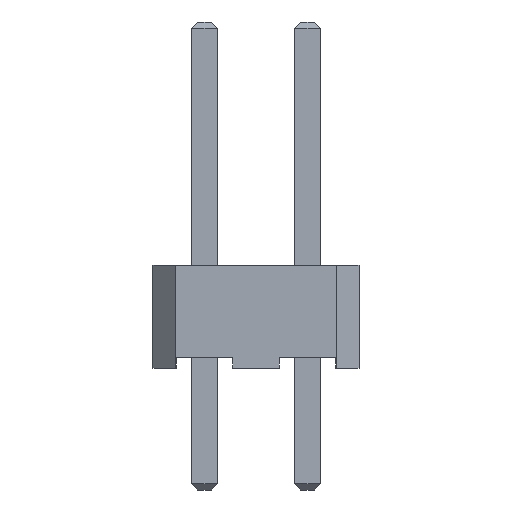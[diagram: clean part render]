
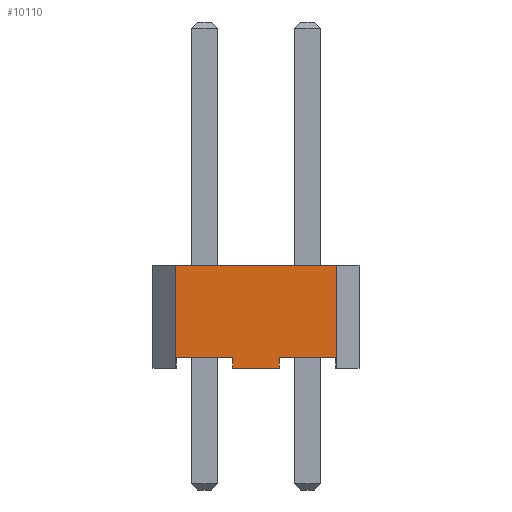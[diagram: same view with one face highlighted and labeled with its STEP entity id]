
A CAD part, left-side view. The second image highlights one B-rep face of the part: STEP entity #10110.
In plain terms, the highlighted planar face has unit normal (-1, 0, 0).
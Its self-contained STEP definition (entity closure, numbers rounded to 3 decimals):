
#576=FACE_OUTER_BOUND('',#1202,.T.);
#1202=EDGE_LOOP('',(#8427,#8428,#8429,#8430,#8431,#8432,#8433,#8434,#8435,
#8436,#8437,#8438));
#2084=LINE('',#15094,#3452);
#2141=LINE('',#15207,#3509);
#2143=LINE('',#15211,#3511);
#2145=LINE('',#15215,#3513);
#2147=LINE('',#15219,#3515);
#2149=LINE('',#15223,#3517);
#2420=LINE('',#15767,#3788);
#2423=LINE('',#15772,#3791);
#2426=LINE('',#15777,#3794);
#2428=LINE('',#15781,#3796);
#2429=LINE('',#15783,#3797);
#2430=LINE('',#15785,#3798);
#3452=VECTOR('',#12406,10.);
#3509=VECTOR('',#12465,10.);
#3511=VECTOR('',#12469,10.);
#3513=VECTOR('',#12473,10.);
#3515=VECTOR('',#12477,10.);
#3517=VECTOR('',#12481,10.);
#3788=VECTOR('',#12970,10.);
#3791=VECTOR('',#12975,10.);
#3794=VECTOR('',#12980,10.);
#3796=VECTOR('',#12984,10.);
#3797=VECTOR('',#12987,10.);
#3798=VECTOR('',#12990,10.);
#4507=VERTEX_POINT('',#15091);
#4508=VERTEX_POINT('',#15093);
#4563=VERTEX_POINT('',#15205);
#4564=VERTEX_POINT('',#15209);
#4565=VERTEX_POINT('',#15213);
#4566=VERTEX_POINT('',#15217);
#4567=VERTEX_POINT('',#15221);
#4730=VERTEX_POINT('',#15765);
#4731=VERTEX_POINT('',#15766);
#4732=VERTEX_POINT('',#15771);
#4733=VERTEX_POINT('',#15775);
#4734=VERTEX_POINT('',#15779);
#5636=EDGE_CURVE('',#4507,#4508,#2084,.T.);
#5693=EDGE_CURVE('',#4563,#4507,#2141,.T.);
#5695=EDGE_CURVE('',#4563,#4564,#2143,.T.);
#5697=EDGE_CURVE('',#4565,#4564,#2145,.T.);
#5699=EDGE_CURVE('',#4566,#4565,#2147,.T.);
#5701=EDGE_CURVE('',#4567,#4566,#2149,.T.);
#5972=EDGE_CURVE('',#4730,#4731,#2420,.T.);
#5975=EDGE_CURVE('',#4508,#4732,#2423,.T.);
#5978=EDGE_CURVE('',#4567,#4733,#2426,.T.);
#5980=EDGE_CURVE('',#4734,#4733,#2428,.T.);
#5981=EDGE_CURVE('',#4731,#4734,#2429,.T.);
#5982=EDGE_CURVE('',#4732,#4730,#2430,.T.);
#8427=ORIENTED_EDGE('',*,*,#5982,.F.);
#8428=ORIENTED_EDGE('',*,*,#5975,.F.);
#8429=ORIENTED_EDGE('',*,*,#5636,.F.);
#8430=ORIENTED_EDGE('',*,*,#5693,.F.);
#8431=ORIENTED_EDGE('',*,*,#5695,.T.);
#8432=ORIENTED_EDGE('',*,*,#5697,.F.);
#8433=ORIENTED_EDGE('',*,*,#5699,.F.);
#8434=ORIENTED_EDGE('',*,*,#5701,.F.);
#8435=ORIENTED_EDGE('',*,*,#5978,.T.);
#8436=ORIENTED_EDGE('',*,*,#5980,.F.);
#8437=ORIENTED_EDGE('',*,*,#5981,.F.);
#8438=ORIENTED_EDGE('',*,*,#5972,.F.);
#9484=PLANE('',#10787);
#10110=ADVANCED_FACE('',(#576),#9484,.T.);
#10787=AXIS2_PLACEMENT_3D('',#15786,#12991,#12992);
#12406=DIRECTION('',(0.,1.,0.));
#12465=DIRECTION('',(0.,0.,-1.));
#12469=DIRECTION('',(0.,-1.,0.));
#12473=DIRECTION('',(0.,0.,1.));
#12477=DIRECTION('',(0.,1.,0.));
#12481=DIRECTION('',(0.,0.,-1.));
#12970=DIRECTION('',(0.,0.,-1.));
#12975=DIRECTION('',(0.,0.,1.));
#12980=DIRECTION('',(0.,-1.,0.));
#12984=DIRECTION('',(0.,0.,1.));
#12987=DIRECTION('',(0.,1.,0.));
#12990=DIRECTION('',(0.,-1.,0.));
#12991=DIRECTION('center_axis',(-1.,0.,0.));
#12992=DIRECTION('ref_axis',(0.,-1.,0.));
#15091=CARTESIAN_POINT('',(-22.86,1.97,0.05));
#15093=CARTESIAN_POINT('',(-22.86,1.987,0.05));
#15094=CARTESIAN_POINT('',(-22.86,1.723,0.05));
#15205=CARTESIAN_POINT('',(-22.86,1.97,0.32));
#15207=CARTESIAN_POINT('',(-22.86,1.97,1.455));
#15209=CARTESIAN_POINT('',(-22.86,0.57,0.32));
#15211=CARTESIAN_POINT('',(-22.86,1.405,0.32));
#15213=CARTESIAN_POINT('',(-22.86,0.57,0.05));
#15215=CARTESIAN_POINT('',(-22.86,0.57,1.32));
#15217=CARTESIAN_POINT('',(-22.86,-0.57,0.05));
#15219=CARTESIAN_POINT('',(-22.86,-0.817,0.05));
#15221=CARTESIAN_POINT('',(-22.86,-0.57,0.32));
#15223=CARTESIAN_POINT('',(-22.86,-0.57,1.455));
#15765=CARTESIAN_POINT('',(-22.86,-1.987,2.59));
#15766=CARTESIAN_POINT('',(-22.86,-1.987,0.05));
#15767=CARTESIAN_POINT('',(-22.86,-1.987,0.05));
#15771=CARTESIAN_POINT('',(-22.86,1.987,2.59));
#15772=CARTESIAN_POINT('',(-22.86,1.987,0.05));
#15775=CARTESIAN_POINT('',(-22.86,-1.97,0.32));
#15777=CARTESIAN_POINT('',(-22.86,-1.135,0.32));
#15779=CARTESIAN_POINT('',(-22.86,-1.97,0.05));
#15781=CARTESIAN_POINT('',(-22.86,-1.97,1.32));
#15783=CARTESIAN_POINT('',(-22.86,-1.159,0.05));
#15785=CARTESIAN_POINT('',(-22.86,0.,2.59));
#15786=CARTESIAN_POINT('Origin',(-22.86,0.,0.05));
